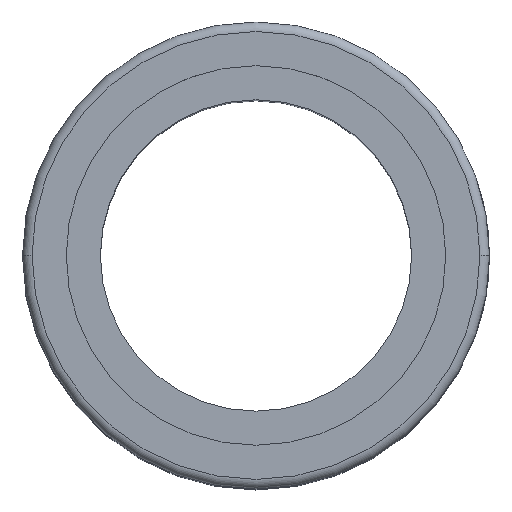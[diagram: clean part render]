
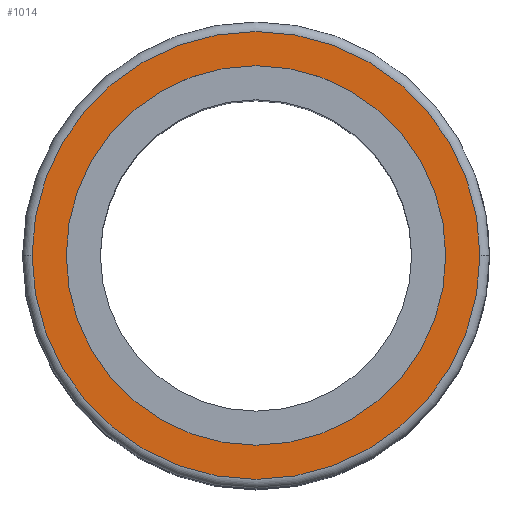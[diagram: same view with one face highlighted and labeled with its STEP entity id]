
A CAD part, top view. The second image highlights one B-rep face of the part: STEP entity #1014.
In plain terms, the highlighted planar face has unit normal (0, 0, 1).
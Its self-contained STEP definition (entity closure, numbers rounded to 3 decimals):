
#198 = EDGE_LOOP ( 'NONE', ( #1453, #1454 ) ) ;
#201 = EDGE_LOOP ( 'NONE', ( #1451, #1452 ) ) ;
#204 = CARTESIAN_POINT ( 'NONE',  ( -30.485, 0., 50. ) ) ;
#205 = VERTEX_POINT ( 'NONE', #204 ) ;
#218 = VERTEX_POINT ( 'NONE', #296 ) ;
#272 = VERTEX_POINT ( 'NONE', #350 ) ;
#274 = VERTEX_POINT ( 'NONE', #352 ) ;
#296 = CARTESIAN_POINT ( 'NONE',  ( 30.485, 0., 50. ) ) ;
#350 = CARTESIAN_POINT ( 'NONE',  ( -35.97, 0., 50. ) ) ;
#352 = CARTESIAN_POINT ( 'NONE',  ( 35.97, 0., 50. ) ) ;
#404 = CARTESIAN_POINT ( 'NONE',  ( 0., 30.485, 50. ) ) ;
#405 = PLANE ( 'NONE',  #1199 ) ;
#406 = DIRECTION ( 'NONE',  ( 0., 0., -1. ) ) ;
#407 = DIRECTION ( 'NONE',  ( -1., 0., 0. ) ) ;
#706 = CARTESIAN_POINT ( 'NONE',  ( 0., 0., 50. ) ) ;
#707 = DIRECTION ( 'NONE',  ( 0., 0., 1. ) ) ;
#708 = DIRECTION ( 'NONE',  ( 1., 0., 0. ) ) ;
#718 = CARTESIAN_POINT ( 'NONE',  ( 0., 0., 50. ) ) ;
#724 = DIRECTION ( 'NONE',  ( 0., 0., 1. ) ) ;
#725 = DIRECTION ( 'NONE',  ( 1., 0., 0. ) ) ;
#770 = CARTESIAN_POINT ( 'NONE',  ( 0., 0., 50. ) ) ;
#778 = DIRECTION ( 'NONE',  ( 0., 0., 1. ) ) ;
#779 = DIRECTION ( 'NONE',  ( 1., 0., 0. ) ) ;
#797 = CARTESIAN_POINT ( 'NONE',  ( 0., 0., 50. ) ) ;
#799 = DIRECTION ( 'NONE',  ( 0., 0., 1. ) ) ;
#800 = DIRECTION ( 'NONE',  ( 1., 0., 0. ) ) ;
#1014 = ADVANCED_FACE ( 'NONE', ( #1485, #1496 ), #405, .F. ) ;
#1074 = EDGE_CURVE ( 'NONE', #205, #218, #1656, .T. ) ;
#1080 = EDGE_CURVE ( 'NONE', #274, #272, #1665, .T. ) ;
#1101 = EDGE_CURVE ( 'NONE', #272, #274, #1695, .T. ) ;
#1109 = EDGE_CURVE ( 'NONE', #218, #205, #1707, .T. ) ;
#1199 = AXIS2_PLACEMENT_3D ( 'NONE', #404, #406, #407 ) ;
#1300 = AXIS2_PLACEMENT_3D ( 'NONE', #706, #707, #708 ) ;
#1304 = AXIS2_PLACEMENT_3D ( 'NONE', #718, #724, #725 ) ;
#1317 = AXIS2_PLACEMENT_3D ( 'NONE', #770, #778, #779 ) ;
#1322 = AXIS2_PLACEMENT_3D ( 'NONE', #797, #799, #800 ) ;
#1451 = ORIENTED_EDGE ( 'NONE', *, *, #1109, .F. ) ;
#1452 = ORIENTED_EDGE ( 'NONE', *, *, #1074, .F. ) ;
#1453 = ORIENTED_EDGE ( 'NONE', *, *, #1080, .T. ) ;
#1454 = ORIENTED_EDGE ( 'NONE', *, *, #1101, .T. ) ;
#1485 = FACE_BOUND ( 'NONE', #201, .T. ) ;
#1496 = FACE_OUTER_BOUND ( 'NONE', #198, .T. ) ;
#1656 = CIRCLE ( 'NONE', #1300, 30.485 ) ;
#1665 = CIRCLE ( 'NONE', #1304, 35.97 ) ;
#1695 = CIRCLE ( 'NONE', #1317, 35.97 ) ;
#1707 = CIRCLE ( 'NONE', #1322, 30.485 ) ;
